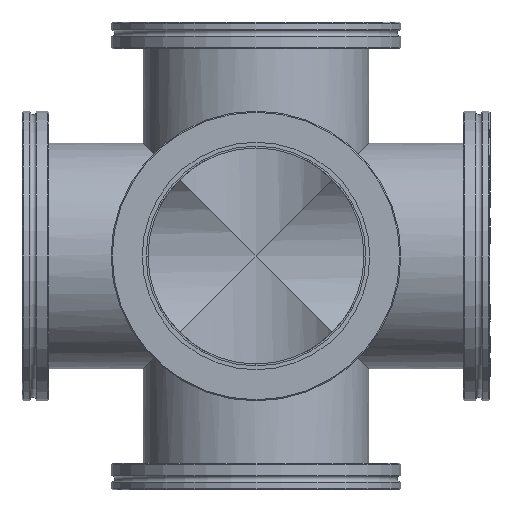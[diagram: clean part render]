
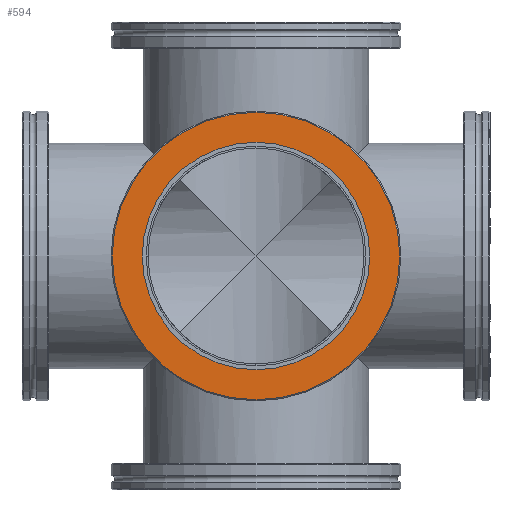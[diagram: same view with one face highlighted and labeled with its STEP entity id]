
A CAD part, left-side view. The second image highlights one B-rep face of the part: STEP entity #594.
In plain terms, the highlighted face is planar.
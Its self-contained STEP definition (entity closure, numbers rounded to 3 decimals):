
#75=FACE_BOUND('',#197,.T.);
#105=CIRCLE('',#752,64.5);
#110=CIRCLE('',#759,51.05);
#111=CIRCLE('',#760,51.05);
#158=FACE_OUTER_BOUND('',#196,.T.);
#196=EDGE_LOOP('',(#518));
#197=EDGE_LOOP('',(#519,#520));
#301=VERTEX_POINT('',#1144);
#306=VERTEX_POINT('',#1158);
#307=VERTEX_POINT('',#1159);
#374=EDGE_CURVE('',#301,#301,#105,.T.);
#381=EDGE_CURVE('',#306,#307,#110,.T.);
#382=EDGE_CURVE('',#307,#306,#111,.T.);
#518=ORIENTED_EDGE('',*,*,#374,.F.);
#519=ORIENTED_EDGE('',*,*,#381,.F.);
#520=ORIENTED_EDGE('',*,*,#382,.F.);
#565=PLANE('',#758);
#594=ADVANCED_FACE('',(#158,#75),#565,.T.);
#752=AXIS2_PLACEMENT_3D('',#1145,#945,#946);
#758=AXIS2_PLACEMENT_3D('',#1157,#959,#960);
#759=AXIS2_PLACEMENT_3D('',#1160,#961,#962);
#760=AXIS2_PLACEMENT_3D('',#1161,#963,#964);
#945=DIRECTION('center_axis',(-1.,0.,0.));
#946=DIRECTION('ref_axis',(0.,0.,-1.));
#959=DIRECTION('center_axis',(1.,0.,0.));
#960=DIRECTION('ref_axis',(0.,0.,-1.));
#961=DIRECTION('center_axis',(1.,0.,0.));
#962=DIRECTION('ref_axis',(0.,0.,-1.));
#963=DIRECTION('center_axis',(1.,0.,0.));
#964=DIRECTION('ref_axis',(0.,0.,-1.));
#1144=CARTESIAN_POINT('',(0.,0.,64.5));
#1145=CARTESIAN_POINT('Origin',(0.,0.,0.));
#1157=CARTESIAN_POINT('Origin',(0.,0.,51.05));
#1158=CARTESIAN_POINT('',(0.,0.,51.05));
#1159=CARTESIAN_POINT('',(0.,0.,-51.05));
#1160=CARTESIAN_POINT('Origin',(0.,0.,0.));
#1161=CARTESIAN_POINT('Origin',(0.,0.,0.));
